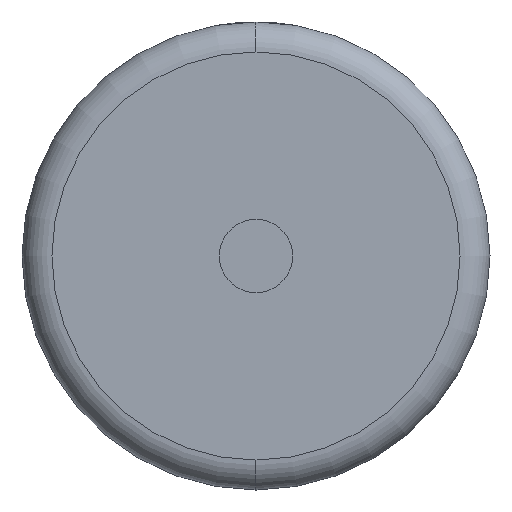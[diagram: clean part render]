
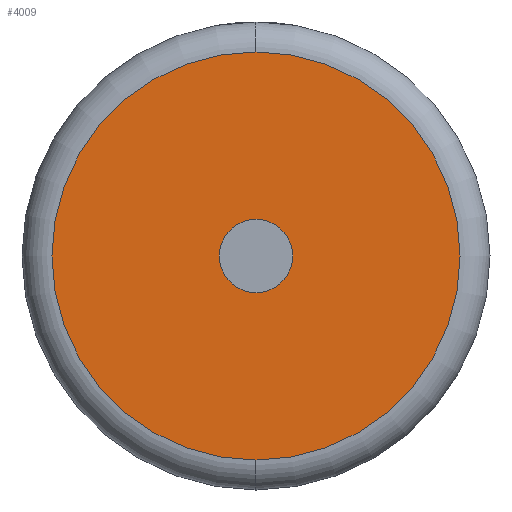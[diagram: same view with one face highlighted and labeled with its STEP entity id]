
A CAD part, left-side view. The second image highlights one B-rep face of the part: STEP entity #4009.
In plain terms, the highlighted planar face has unit normal (-1, 0, 0).
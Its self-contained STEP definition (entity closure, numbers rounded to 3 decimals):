
#46 = PLANE ( 'NONE',  #3652 ) ;
#59 = CIRCLE ( 'NONE', #2459, 6. ) ;
#159 = CARTESIAN_POINT ( 'NONE',  ( 0., 0., 0. ) ) ;
#172 = CARTESIAN_POINT ( 'NONE',  ( 0., 0., 0. ) ) ;
#423 = EDGE_CURVE ( 'NONE', #2433, #1444, #59, .T. ) ;
#439 = CARTESIAN_POINT ( 'NONE',  ( 0., 0., 0. ) ) ;
#499 = FACE_BOUND ( 'NONE', #2558, .T. ) ;
#639 = DIRECTION ( 'NONE',  ( 0., 0., -1. ) ) ;
#664 = CARTESIAN_POINT ( 'NONE',  ( 0., 0., 33.359 ) ) ;
#781 = CARTESIAN_POINT ( 'NONE',  ( 0., 0., -6. ) ) ;
#1008 = DIRECTION ( 'NONE',  ( -1., 0., 0. ) ) ;
#1037 = EDGE_CURVE ( 'NONE', #2768, #3526, #2451, .T. ) ;
#1042 = AXIS2_PLACEMENT_3D ( 'NONE', #1519, #2744, #639 ) ;
#1068 = DIRECTION ( 'NONE',  ( 1., 0., 0. ) ) ;
#1114 = DIRECTION ( 'NONE',  ( 0., 0., -1. ) ) ;
#1228 = EDGE_CURVE ( 'NONE', #1444, #2433, #3270, .T. ) ;
#1372 = DIRECTION ( 'NONE',  ( 0., 0., -1. ) ) ;
#1444 = VERTEX_POINT ( 'NONE', #781 ) ;
#1519 = CARTESIAN_POINT ( 'NONE',  ( 0., 0., 0. ) ) ;
#1732 = CARTESIAN_POINT ( 'NONE',  ( 0., 0., 6. ) ) ;
#2040 = FACE_OUTER_BOUND ( 'NONE', #2802, .T. ) ;
#2371 = AXIS2_PLACEMENT_3D ( 'NONE', #439, #1008, #2892 ) ;
#2433 = VERTEX_POINT ( 'NONE', #1732 ) ;
#2451 = CIRCLE ( 'NONE', #3686, 33.359 ) ;
#2459 = AXIS2_PLACEMENT_3D ( 'NONE', #2896, #2952, #1114 ) ;
#2558 = EDGE_LOOP ( 'NONE', ( #2814, #2831 ) ) ;
#2693 = CARTESIAN_POINT ( 'NONE',  ( 0., 0., -33.359 ) ) ;
#2744 = DIRECTION ( 'NONE',  ( -1., 0., 0. ) ) ;
#2768 = VERTEX_POINT ( 'NONE', #664 ) ;
#2802 = EDGE_LOOP ( 'NONE', ( #3202, #3617 ) ) ;
#2814 = ORIENTED_EDGE ( 'NONE', *, *, #1228, .F. ) ;
#2831 = ORIENTED_EDGE ( 'NONE', *, *, #423, .F. ) ;
#2892 = DIRECTION ( 'NONE',  ( 0., 0., -1. ) ) ;
#2896 = CARTESIAN_POINT ( 'NONE',  ( 0., 0., 0. ) ) ;
#2950 = DIRECTION ( 'NONE',  ( 0., 0., -1. ) ) ;
#2952 = DIRECTION ( 'NONE',  ( -1., 0., 0. ) ) ;
#3202 = ORIENTED_EDGE ( 'NONE', *, *, #3385, .T. ) ;
#3255 = CIRCLE ( 'NONE', #2371, 33.359 ) ;
#3270 = CIRCLE ( 'NONE', #1042, 6. ) ;
#3385 = EDGE_CURVE ( 'NONE', #3526, #2768, #3255, .T. ) ;
#3526 = VERTEX_POINT ( 'NONE', #2693 ) ;
#3617 = ORIENTED_EDGE ( 'NONE', *, *, #1037, .T. ) ;
#3652 = AXIS2_PLACEMENT_3D ( 'NONE', #159, #1068, #1372 ) ;
#3686 = AXIS2_PLACEMENT_3D ( 'NONE', #172, #3978, #2950 ) ;
#3978 = DIRECTION ( 'NONE',  ( -1., 0., 0. ) ) ;
#4009 = ADVANCED_FACE ( 'NONE', ( #2040, #499 ), #46, .F. ) ;
